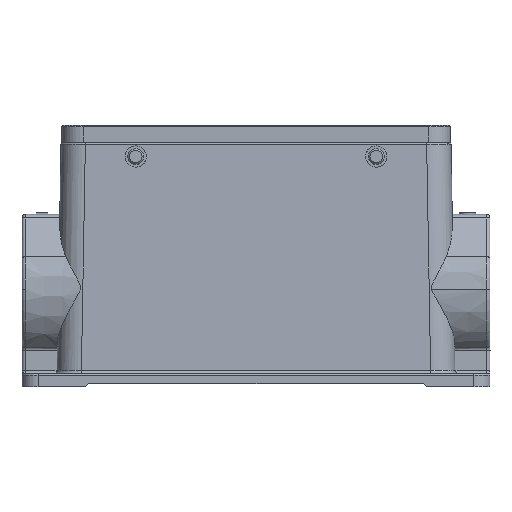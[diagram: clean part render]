
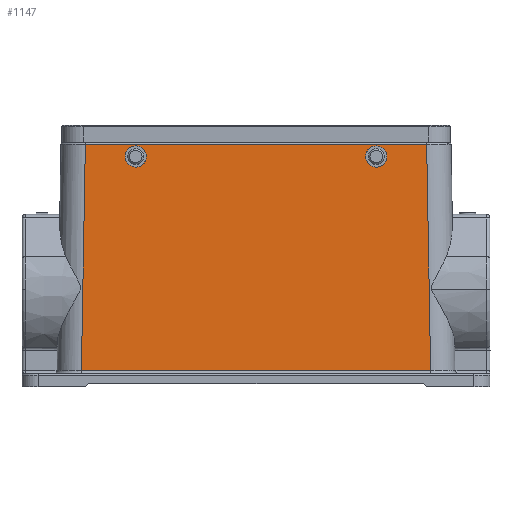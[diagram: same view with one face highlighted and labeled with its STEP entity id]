
A CAD part, top view. The second image highlights one B-rep face of the part: STEP entity #1147.
In plain terms, the highlighted planar face has unit normal (0, 0.018, 1).
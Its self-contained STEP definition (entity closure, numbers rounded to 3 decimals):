
#185=(
BOUNDED_CURVE()
B_SPLINE_CURVE(3,(#10202,#10203,#10204,#10205),.UNSPECIFIED.,.F.,.F.)
B_SPLINE_CURVE_WITH_KNOTS((4,4),(0.,1.),.UNSPECIFIED.)
CURVE()
GEOMETRIC_REPRESENTATION_ITEM()
RATIONAL_B_SPLINE_CURVE((1.,0.333,0.333,1.))
REPRESENTATION_ITEM('')
);
#186=(
BOUNDED_CURVE()
B_SPLINE_CURVE(3,(#10226,#10227,#10228,#10229),.UNSPECIFIED.,.F.,.F.)
B_SPLINE_CURVE_WITH_KNOTS((4,4),(0.,1.),.UNSPECIFIED.)
CURVE()
GEOMETRIC_REPRESENTATION_ITEM()
RATIONAL_B_SPLINE_CURVE((1.,0.333,0.333,1.))
REPRESENTATION_ITEM('')
);
#190=(
BOUNDED_CURVE()
B_SPLINE_CURVE(3,(#11277,#11278,#11279,#11280),.UNSPECIFIED.,.F.,.F.)
B_SPLINE_CURVE_WITH_KNOTS((4,4),(0.,1.),.UNSPECIFIED.)
CURVE()
GEOMETRIC_REPRESENTATION_ITEM()
RATIONAL_B_SPLINE_CURVE((1.,0.333,0.333,1.))
REPRESENTATION_ITEM('')
);
#191=(
BOUNDED_CURVE()
B_SPLINE_CURVE(3,(#11286,#11287,#11288,#11289),.UNSPECIFIED.,.F.,.F.)
B_SPLINE_CURVE_WITH_KNOTS((4,4),(0.,1.),.UNSPECIFIED.)
CURVE()
GEOMETRIC_REPRESENTATION_ITEM()
RATIONAL_B_SPLINE_CURVE((1.,0.333,0.333,1.))
REPRESENTATION_ITEM('')
);
#506=FACE_BOUND('',#2057,.T.);
#507=FACE_BOUND('',#2058,.T.);
#508=FACE_BOUND('',#2059,.T.);
#1147=ADVANCED_FACE('NONE',(#506,#507,#508),#1400,.T.);
#1400=PLANE('',#6848);
#2057=EDGE_LOOP('',(#3221,#3222));
#2058=EDGE_LOOP('',(#3223,#3224,#3225,#3226));
#2059=EDGE_LOOP('',(#3227,#3228));
#3221=ORIENTED_EDGE('',*,*,#5291,.T.);
#3222=ORIENTED_EDGE('',*,*,#5165,.T.);
#3223=ORIENTED_EDGE('',*,*,#5292,.F.);
#3224=ORIENTED_EDGE('',*,*,#5169,.T.);
#3225=ORIENTED_EDGE('',*,*,#5293,.F.);
#3226=ORIENTED_EDGE('',*,*,#5294,.F.);
#3227=ORIENTED_EDGE('',*,*,#5295,.T.);
#3228=ORIENTED_EDGE('',*,*,#5172,.T.);
#4425=VERTEX_POINT('',#10199);
#4426=VERTEX_POINT('',#10201);
#4427=VERTEX_POINT('',#10211);
#4430=VERTEX_POINT('',#10219);
#4431=VERTEX_POINT('',#10223);
#4432=VERTEX_POINT('',#10225);
#4509=VERTEX_POINT('',#11282);
#4510=VERTEX_POINT('',#11284);
#5165=EDGE_CURVE('NONE',#4425,#4426,#185,.T.);
#5169=EDGE_CURVE('NONE',#4427,#4430,#5879,.T.);
#5172=EDGE_CURVE('NONE',#4431,#4432,#186,.T.);
#5291=EDGE_CURVE('NONE',#4426,#4425,#190,.T.);
#5292=EDGE_CURVE('NONE',#4427,#4509,#5930,.T.);
#5293=EDGE_CURVE('NONE',#4510,#4430,#5931,.T.);
#5294=EDGE_CURVE('NONE',#4509,#4510,#5932,.T.);
#5295=EDGE_CURVE('NONE',#4432,#4431,#191,.T.);
#5879=LINE('',#10220,#6282);
#5930=LINE('',#11281,#6333);
#5931=LINE('',#11283,#6334);
#5932=LINE('',#11285,#6335);
#6282=VECTOR('',#7891,1.);
#6333=VECTOR('',#8074,1.);
#6334=VECTOR('',#8075,1.);
#6335=VECTOR('',#8076,1.);
#6848=AXIS2_PLACEMENT_3D('',#11290,#8077,#8078);
#7891=DIRECTION('',(1.,0.,0.));
#8074=DIRECTION('',(0.017,1.,-0.017));
#8075=DIRECTION('',(0.017,-1.,0.017));
#8076=DIRECTION('',(1.,0.,0.));
#8077=DIRECTION('',(0.,0.017,1.));
#8078=DIRECTION('',(0.,-1.,0.017));
#10199=CARTESIAN_POINT('',(-33.75,70.8,21.573));
#10201=CARTESIAN_POINT('',(-40.25,70.8,21.573));
#10202=CARTESIAN_POINT('',(-33.75,70.8,21.573));
#10203=CARTESIAN_POINT('',(-33.75,64.3,21.687));
#10204=CARTESIAN_POINT('',(-40.25,64.3,21.687));
#10205=CARTESIAN_POINT('',(-40.25,70.8,21.573));
#10211=CARTESIAN_POINT('',(-53.723,4.983,22.722));
#10219=CARTESIAN_POINT('',(53.723,4.983,22.722));
#10220=CARTESIAN_POINT('',(-63.061,4.983,22.722));
#10223=CARTESIAN_POINT('',(40.25,70.8,21.573));
#10225=CARTESIAN_POINT('',(33.75,70.8,21.573));
#10226=CARTESIAN_POINT('',(40.25,70.8,21.573));
#10227=CARTESIAN_POINT('',(40.25,64.3,21.687));
#10228=CARTESIAN_POINT('',(33.75,64.3,21.687));
#10229=CARTESIAN_POINT('',(33.75,70.8,21.573));
#11277=CARTESIAN_POINT('',(-40.25,70.8,21.573));
#11278=CARTESIAN_POINT('',(-40.25,77.3,21.46));
#11279=CARTESIAN_POINT('',(-33.75,77.3,21.46));
#11280=CARTESIAN_POINT('',(-33.75,70.8,21.573));
#11281=CARTESIAN_POINT('',(-52.496,75.27,21.495));
#11282=CARTESIAN_POINT('',(-52.51,74.509,21.509));
#11283=CARTESIAN_POINT('',(52.496,75.27,21.495));
#11284=CARTESIAN_POINT('',(52.51,74.509,21.509));
#11285=CARTESIAN_POINT('',(-53.991,74.509,21.509));
#11286=CARTESIAN_POINT('',(33.75,70.8,21.573));
#11287=CARTESIAN_POINT('',(33.75,77.3,21.46));
#11288=CARTESIAN_POINT('',(40.25,77.3,21.46));
#11289=CARTESIAN_POINT('',(40.25,70.8,21.573));
#11290=CARTESIAN_POINT('',(-63.061,75.,21.5));
